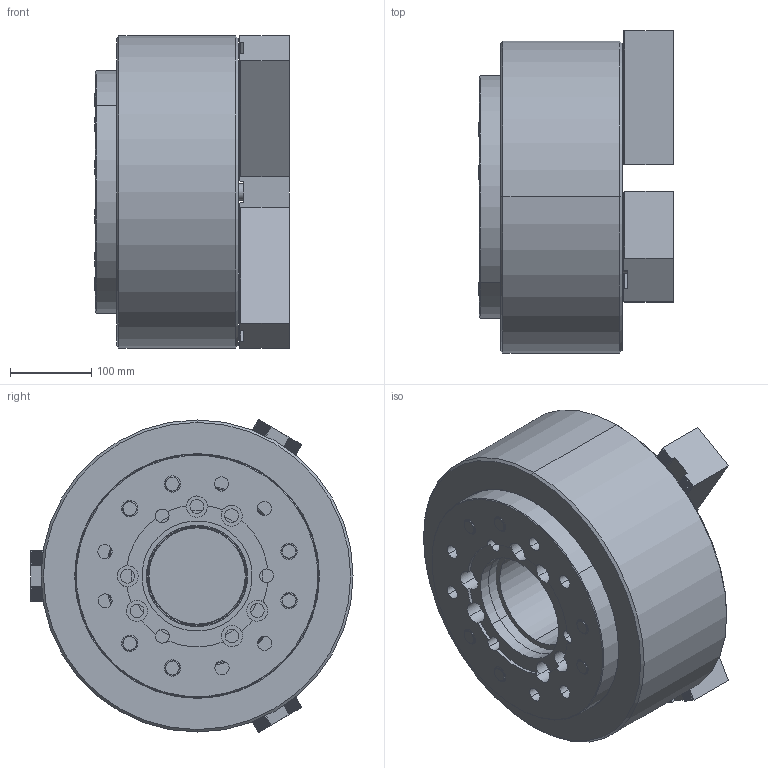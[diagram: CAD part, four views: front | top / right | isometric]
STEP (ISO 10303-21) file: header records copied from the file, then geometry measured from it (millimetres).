
FILE_DESCRIPTION (( 'STEP AP203' ), '1' );
FILE_NAME ('CF-3L-15A8.STEP', '2019-12-20T01:24:00', ( 'temp' ), ( '' ), 'SwSTEP 2.0', 'SolidWorks 2016', '' );
FILE_SCHEMA (( 'CONFIG_CONTROL_DESIGN' ));
Length unit declared in the file: metre
Products named in the file (11): SJ-15P; 半圓頭六角孔螺栓_M5x10; 無頭六角孔螺絲_M12x18; 圓頭內六角螺栓_M20x55; 圓頭內六角螺栓_M20x150; CF-3L-15-0100G; 3L-15-13000-A8法蘭; CF-3L-15-02000; CF-3L-15A8; CF-3L-15-09000; CF-3L-15-08000
Assembly tree (27 placements, depth 2):
  CF-3L-15A8
    CF-3L-15-0100G
    CF-3L-15-02000
    CF-3L-15-09000
    CF-3L-15-08000
    SJ-15P  x3
    半圓頭六角孔螺栓_M5x10  x4
    無頭六角孔螺絲_M12x18  x3
    圓頭內六角螺栓_M20x55  x6
    圓頭內六角螺栓_M20x150  x6
    3L-15-13000-A8法蘭
Bounding box: 240.25 x 397.47 x 386.03 mm (x, y, z)
Volume: 18116469.8 mm3; surface area: 1299676.6 mm2
Topology: 27 solids, 27 shells, 3559 faces, 10075 edges, 6614 vertices
Faces by surface type: plane 2374, cylinder 974, cone 183, torus 28
Entity records: 45632 total; most frequent: CARTESIAN_POINT 9414, ORIENTED_EDGE 7638, DIRECTION 6779, EDGE_CURVE 3819, VECTOR 2675, LINE 2675, VERTEX_POINT 2515, AXIS2_PLACEMENT_3D 2052
